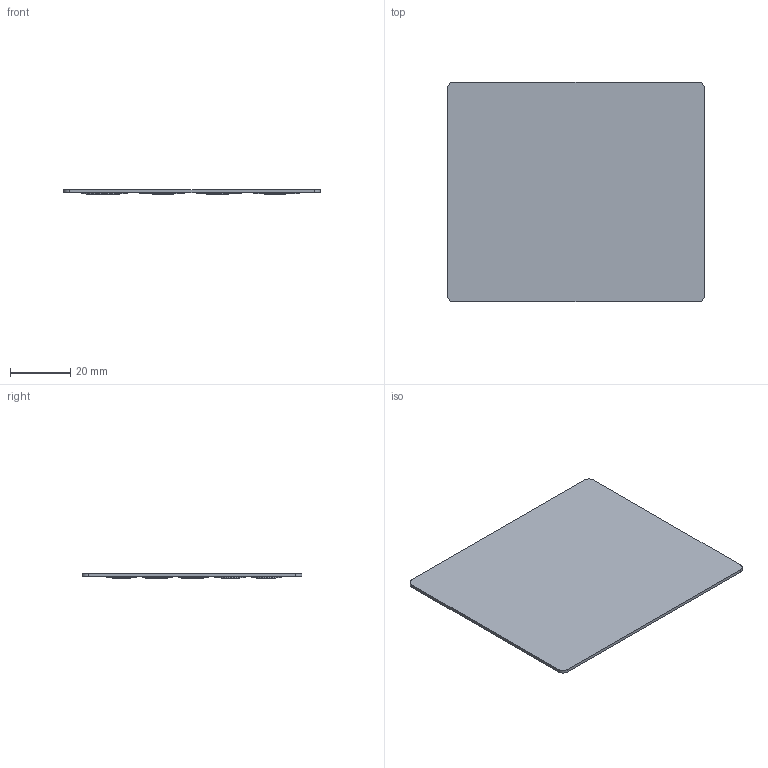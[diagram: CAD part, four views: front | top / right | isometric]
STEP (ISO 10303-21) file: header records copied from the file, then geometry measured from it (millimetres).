
FILE_DESCRIPTION (( 'STEP AP203' ), '1' );
FILE_NAME ('Matrix_Keypad_4x5.STEP', '2022-03-07T17:54:41', ( '' ), ( '' ), 'SwSTEP 2.0', 'SolidWorks 2019', '' );
FILE_SCHEMA (( 'CONFIG_CONTROL_DESIGN' ));
Length unit declared in the file: millimetre
Products named in the file (1): Matrix_Keypad_4x5
Bounding box: 85 x 72.8 x 1.4 mm (x, y, z)
Volume: 6821.9 mm3; surface area: 12988.1 mm2
Topology: 1 solids, 1 shells, 469 faces, 1242 edges, 828 vertices
Faces by surface type: plane 360, bspline 105, cylinder 4
Entity records: 19403 total; most frequent: CARTESIAN_POINT 8389, ORIENTED_EDGE 2484, DIRECTION 1770, EDGE_CURVE 1242, VECTOR 1024, LINE 1024, VERTEX_POINT 828, EDGE_LOOP 522
